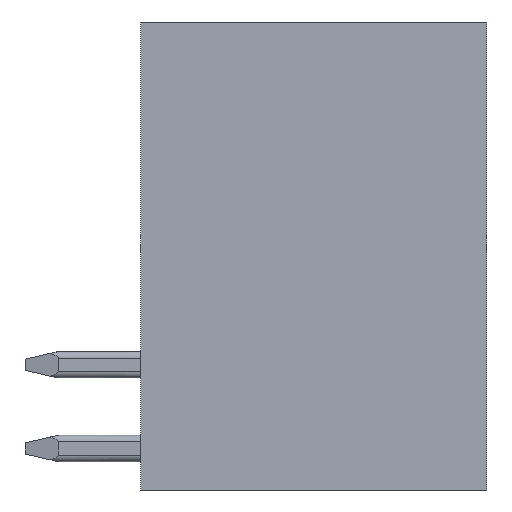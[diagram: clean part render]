
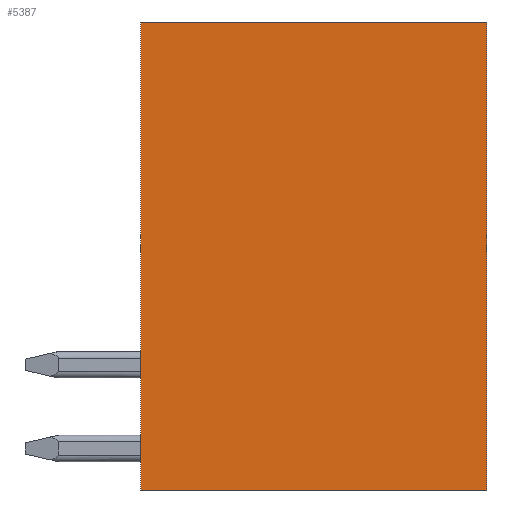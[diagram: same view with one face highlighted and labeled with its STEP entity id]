
A CAD part, front view. The second image highlights one B-rep face of the part: STEP entity #5387.
In plain terms, the highlighted planar face has unit normal (0, -1, 0).
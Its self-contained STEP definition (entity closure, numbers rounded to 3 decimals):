
#1288=DIRECTION('',(-1.,0.,0.));
#1289=VECTOR('',#1288,10.5);
#1290=CARTESIAN_POINT('',(5.25,-7.33,7.1));
#1291=LINE('',#1290,#1289);
#1292=DIRECTION('',(0.,0.,1.));
#1293=VECTOR('',#1292,14.2);
#1294=CARTESIAN_POINT('',(5.25,-7.33,-7.1));
#1295=LINE('',#1294,#1293);
#1296=DIRECTION('',(1.,0.,0.));
#1297=VECTOR('',#1296,10.5);
#1298=CARTESIAN_POINT('',(-5.25,-7.33,-7.1));
#1299=LINE('',#1298,#1297);
#1300=DIRECTION('',(0.,0.,-1.));
#1301=VECTOR('',#1300,14.2);
#1302=CARTESIAN_POINT('',(-5.25,-7.33,7.1));
#1303=LINE('',#1302,#1301);
#3219=CARTESIAN_POINT('',(5.25,-7.33,7.1));
#3220=CARTESIAN_POINT('',(-5.25,-7.33,7.1));
#3221=VERTEX_POINT('',#3219);
#3222=VERTEX_POINT('',#3220);
#3223=CARTESIAN_POINT('',(-5.25,-7.33,-7.1));
#3224=VERTEX_POINT('',#3223);
#3225=CARTESIAN_POINT('',(5.25,-7.33,-7.1));
#3226=VERTEX_POINT('',#3225);
#5376=CARTESIAN_POINT('',(0.,-7.33,0.));
#5377=DIRECTION('',(0.,-1.,0.));
#5378=DIRECTION('',(0.,0.,-1.));
#5379=AXIS2_PLACEMENT_3D('',#5376,#5377,#5378);
#5380=PLANE('',#5379);
#5381=ORIENTED_EDGE('',*,*,#5268,.F.);
#5382=ORIENTED_EDGE('',*,*,#5309,.F.);
#5383=ORIENTED_EDGE('',*,*,#5368,.F.);
#5384=ORIENTED_EDGE('',*,*,#3898,.F.);
#5385=EDGE_LOOP('',(#5381,#5382,#5383,#5384));
#5386=FACE_OUTER_BOUND('',#5385,.F.);
#5387=ADVANCED_FACE('',(#5386),#5380,.T.);
#3898=EDGE_CURVE('',#3222,#3224,#1303,.T.);
#5268=EDGE_CURVE('',#3221,#3222,#1291,.T.);
#5309=EDGE_CURVE('',#3226,#3221,#1295,.T.);
#5368=EDGE_CURVE('',#3224,#3226,#1299,.T.);
